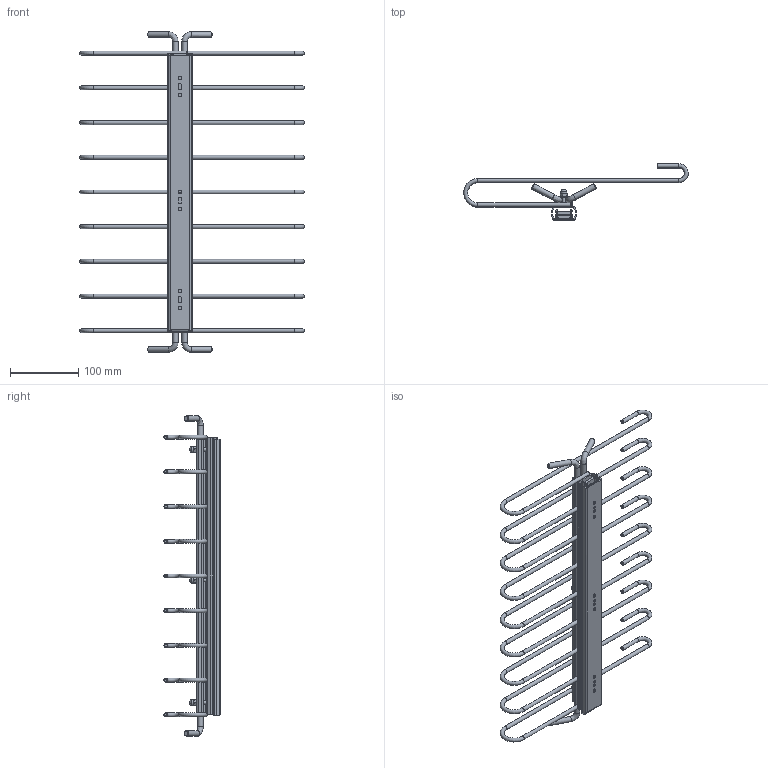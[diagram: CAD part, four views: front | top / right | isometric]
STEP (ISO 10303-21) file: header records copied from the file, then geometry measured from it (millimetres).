
FILE_DESCRIPTION((''),'2;1');
FILE_NAME('PANTALONERO 9 .11 IZQDO.stp','2020-06-19T09:13:11',('rguerrero'),(''),'Autodesk Inventor 2010','Autodesk Inventor 2010','');
FILE_SCHEMA(('CONFIG_CONTROL_DESIGN'));
Length unit declared in the file: millimetre
Products named in the file (8): PANTALONERO 9 .11 IZQDO; GUIA PANTALONERO 406mod; L35220 EXT CABINET; L35220 EXT DRAWER (Pantalonero); L35220 INT (Agujeros); PANTALONERO 9 ANZUELOS; MORDAZA; nut M5
Assembly tree (9 placements, depth 3):
  PANTALONERO 9 .11 IZQDO
    GUIA PANTALONERO 406mod
      L35220 EXT CABINET
      L35220 EXT DRAWER (Pantalonero)
      L35220 INT (Agujeros)
    PANTALONERO 9 ANZUELOS
    MORDAZA
    nut M5  x3
Bounding box: 329.96 x 82.6 x 470.6 mm (x, y, z)
Volume: 323024.5 mm3; surface area: 270065.1 mm2
Topology: 18 solids, 18 shells, 373 faces, 863 edges, 538 vertices
Faces by surface type: plane 163, cylinder 108, cone 68, torus 20, bspline 14
Full cylindrical faces by diameter (mm): 4.134 x6, 5 x9, 5.8 x27, 7 x2, 8 x4, 9 x3
Entity records: 9053 total; most frequent: CARTESIAN_POINT 1865, DIRECTION 1506, ORIENTED_EDGE 1274, EDGE_CURVE 637, AXIS2_PLACEMENT_3D 577, VERTEX_POINT 463, EDGE_LOOP 458, VECTOR 352
